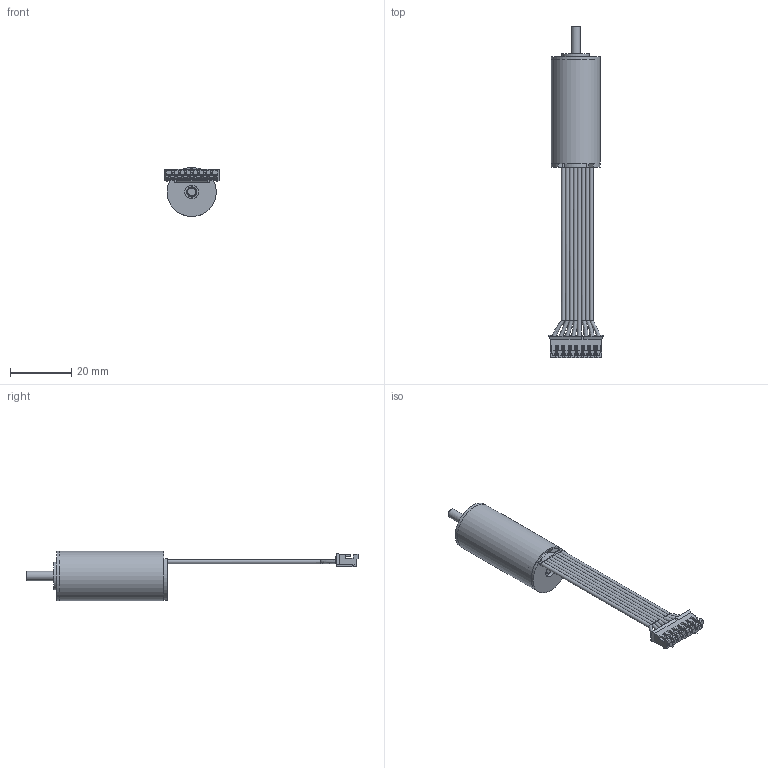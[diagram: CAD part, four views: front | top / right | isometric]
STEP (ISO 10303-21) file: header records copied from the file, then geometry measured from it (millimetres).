
FILE_DESCRIPTION (( 'STEP AP203' ), '1' );
FILE_NAME ('ECH1636 3D芞.STEP', '2025-12-03T10:06:49', ( 'Windows 蚚誧' ), ( 'Organization' ), 'SwSTEP 2.0', 'SolidWorks 2020', '' );
FILE_SCHEMA (( 'CONFIG_CONTROL_DESIGN' ));
Length unit declared in the file: millimetre
Products named in the file (9): 01.07.0024 儂褲; 01.06.0003 粣創; 01.02.0376 綴傷裔; ECH1636 3Dͼ; 01.01.0064 ヶ傷裔; 01.10.0545 粣; 01.06.0038 粣創; 01.14.0152 傷赽盄; 01.05.0002 O型圈
Assembly tree (8 placements, depth 2):
  ECH1636 3Dͼ
    01.01.0064 ヶ傷裔
    01.02.0376 綴傷裔
    01.06.0003 粣創
    01.07.0024 儂褲
    01.10.0545 粣
    01.14.0152 傷赽盄
    01.05.0002 O型圈
    01.06.0038 粣創
Bounding box: 17.8 x 108.27 x 16 mm (x, y, z)
Volume: 2620.5 mm3; surface area: 8805.5 mm2
Topology: 7 solids, 33 shells, 448 faces, 1424 edges, 967 vertices
Faces by surface type: plane 354, cylinder 69, cone 12, bspline 8, torus 5
Full cylindrical faces by diameter (mm): 0.6 x9, 1.1 x8, 1.3 x8, 1.6 x3, 3 x3, 4 x1, 4.1 x2, 4.5 x1, 6 x3, 6.5 x1, 7.19 x2, 8 x3, 9 x1, 14 x2, 15 x2, 15.1 x1, 15.3 x1, 16 x2
Entity records: 16231 total; most frequent: CARTESIAN_POINT 3219, DIRECTION 2369, ORIENTED_EDGE 2268, EDGE_CURVE 1328, LINE 1159, VECTOR 1159, VERTEX_POINT 947, AXIS2_PLACEMENT_3D 605
